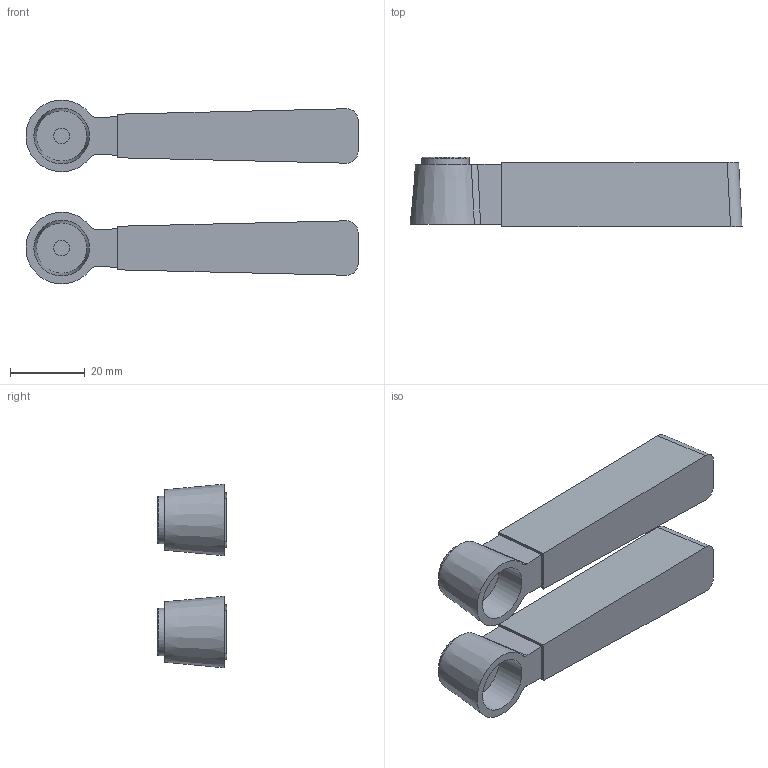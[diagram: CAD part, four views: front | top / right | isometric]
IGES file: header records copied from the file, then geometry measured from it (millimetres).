
Global section: file name: No Iges File Name specified; native system: Autodesk Inventor 2012; preprocessor: AutoDesk Inventor Iges Exporter R2012; author: adaniels; date: 20120629.081539; units: millimetre
Bounding box: 88.87 x 18.5 x 49.13 mm (x, y, z)
Volume: 31573.7 mm3; surface area: 17123.6 mm2
Topology: 12 solids, 12 shells, 208 faces, 424 edges, 268 vertices
Faces by surface type: plane 112, revolution 49, cylinder 22, cone 17, torus 4, bspline 4
Full cylindrical faces by diameter (mm): 4 x4, 9.1 x2, 11.25 x4, 11.998 x2, 12.7 x2
